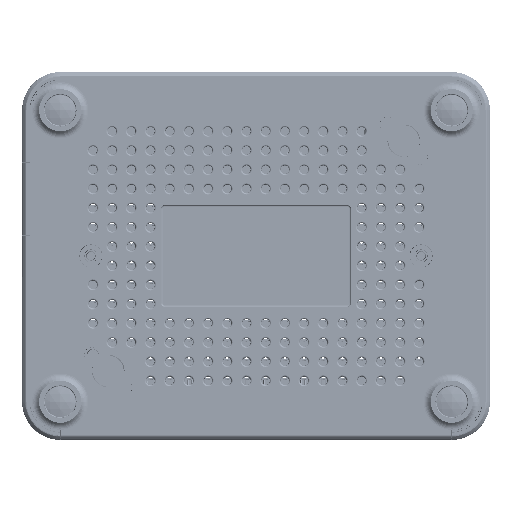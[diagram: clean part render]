
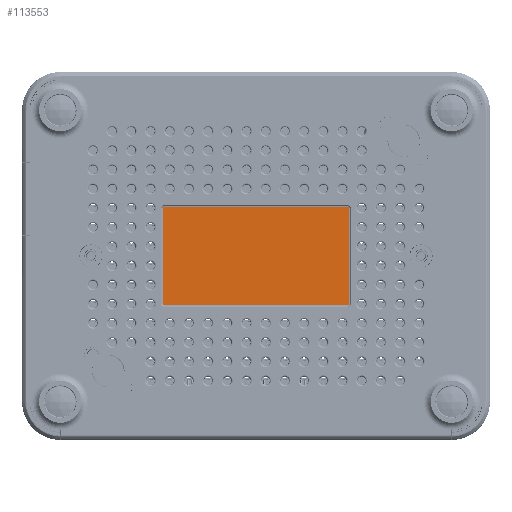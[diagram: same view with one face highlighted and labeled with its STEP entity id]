
A CAD part, front view. The second image highlights one B-rep face of the part: STEP entity #113553.
In plain terms, the highlighted planar face has unit normal (0, -1, 0).
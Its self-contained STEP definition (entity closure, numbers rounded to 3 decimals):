
#885 = DIRECTION ( 'NONE',  ( 0., 1., 0. ) ) ;
#2192 = PLANE ( 'NONE',  #26586 ) ;
#4248 = VECTOR ( 'NONE', #176098, 1000. ) ;
#4507 = VERTEX_POINT ( 'NONE', #60739 ) ;
#7011 = CIRCLE ( 'NONE', #134430, 0.6 ) ;
#8997 = ORIENTED_EDGE ( 'NONE', *, *, #141135, .T. ) ;
#10559 = AXIS2_PLACEMENT_3D ( 'NONE', #79093, #141946, #97131 ) ;
#11334 = VERTEX_POINT ( 'NONE', #161536 ) ;
#12626 = DIRECTION ( 'NONE',  ( 0., 0., 1. ) ) ;
#17947 = ORIENTED_EDGE ( 'NONE', *, *, #232690, .T. ) ;
#18450 = VERTEX_POINT ( 'NONE', #32381 ) ;
#25710 = EDGE_CURVE ( 'NONE', #137931, #242967, #211913, .T. ) ;
#26586 = AXIS2_PLACEMENT_3D ( 'NONE', #101199, #885, #198883 ) ;
#28309 = CARTESIAN_POINT ( 'NONE',  ( 24.35, 0.4, -12.25 ) ) ;
#28867 = CARTESIAN_POINT ( 'NONE',  ( -23.75, 0.4, -12.25 ) ) ;
#32381 = CARTESIAN_POINT ( 'NONE',  ( 23.75, 0.4, 12.85 ) ) ;
#37243 = CIRCLE ( 'NONE', #213831, 0.6 ) ;
#45385 = CARTESIAN_POINT ( 'NONE',  ( -23.75, 0.4, 12.85 ) ) ;
#47943 = ORIENTED_EDGE ( 'NONE', *, *, #179552, .T. ) ;
#60274 = AXIS2_PLACEMENT_3D ( 'NONE', #28867, #230634, #168933 ) ;
#60739 = CARTESIAN_POINT ( 'NONE',  ( -24.35, 0.4, 12.25 ) ) ;
#65897 = EDGE_CURVE ( 'NONE', #242967, #18450, #37243, .T. ) ;
#74148 = DIRECTION ( 'NONE',  ( 0., 0., -1. ) ) ;
#79093 = CARTESIAN_POINT ( 'NONE',  ( -23.75, 0.4, 12.25 ) ) ;
#81945 = FACE_OUTER_BOUND ( 'NONE', #124467, .T. ) ;
#84369 = CIRCLE ( 'NONE', #10559, 0.6 ) ;
#92250 = VERTEX_POINT ( 'NONE', #159197 ) ;
#97131 = DIRECTION ( 'NONE',  ( 0., 0., 1. ) ) ;
#98990 = CARTESIAN_POINT ( 'NONE',  ( 23.75, 0.4, -12.25 ) ) ;
#101199 = CARTESIAN_POINT ( 'NONE',  ( 0., 0.4, 0. ) ) ;
#107187 = CARTESIAN_POINT ( 'NONE',  ( 24.35, 0.4, 12.25 ) ) ;
#112291 = ORIENTED_EDGE ( 'NONE', *, *, #25710, .T. ) ;
#113553 = ADVANCED_FACE ( 'NONE', ( #81945 ), #2192, .F. ) ;
#114526 = DIRECTION ( 'NONE',  ( 0., -1., 0. ) ) ;
#121012 = VERTEX_POINT ( 'NONE', #252733 ) ;
#124467 = EDGE_LOOP ( 'NONE', ( #181536, #17947, #196510, #127100, #47943, #8997, #112291, #210660 ) ) ;
#127100 = ORIENTED_EDGE ( 'NONE', *, *, #159115, .T. ) ;
#134430 = AXIS2_PLACEMENT_3D ( 'NONE', #98990, #114526, #214721 ) ;
#137931 = VERTEX_POINT ( 'NONE', #28309 ) ;
#141135 = EDGE_CURVE ( 'NONE', #198119, #137931, #7011, .T. ) ;
#141946 = DIRECTION ( 'NONE',  ( 0., -1., 0. ) ) ;
#144291 = DIRECTION ( 'NONE',  ( -1., 0., 0. ) ) ;
#150512 = CIRCLE ( 'NONE', #60274, 0.6 ) ;
#151553 = VECTOR ( 'NONE', #74148, 1000. ) ;
#159115 = EDGE_CURVE ( 'NONE', #11334, #121012, #150512, .T. ) ;
#159197 = CARTESIAN_POINT ( 'NONE',  ( -23.75, 0.4, 12.85 ) ) ;
#161536 = CARTESIAN_POINT ( 'NONE',  ( -24.35, 0.4, -12.25 ) ) ;
#164436 = LINE ( 'NONE', #250203, #151553 ) ;
#168628 = DIRECTION ( 'NONE',  ( 0., 0., 1. ) ) ;
#168933 = DIRECTION ( 'NONE',  ( 0., 0., 1. ) ) ;
#170808 = VECTOR ( 'NONE', #144291, 1000. ) ;
#174849 = CARTESIAN_POINT ( 'NONE',  ( 23.75, 0.4, -12.85 ) ) ;
#176098 = DIRECTION ( 'NONE',  ( 1., 0., 0. ) ) ;
#179552 = EDGE_CURVE ( 'NONE', #121012, #198119, #215920, .T. ) ;
#181536 = ORIENTED_EDGE ( 'NONE', *, *, #205631, .T. ) ;
#196510 = ORIENTED_EDGE ( 'NONE', *, *, #197758, .T. ) ;
#197758 = EDGE_CURVE ( 'NONE', #4507, #11334, #164436, .T. ) ;
#198119 = VERTEX_POINT ( 'NONE', #208830 ) ;
#198883 = DIRECTION ( 'NONE',  ( 0., 0., 1. ) ) ;
#205631 = EDGE_CURVE ( 'NONE', #18450, #92250, #242050, .T. ) ;
#208830 = CARTESIAN_POINT ( 'NONE',  ( 23.75, 0.4, -12.85 ) ) ;
#210660 = ORIENTED_EDGE ( 'NONE', *, *, #65897, .T. ) ;
#211913 = LINE ( 'NONE', #228602, #226822 ) ;
#213831 = AXIS2_PLACEMENT_3D ( 'NONE', #247061, #245836, #168628 ) ;
#214721 = DIRECTION ( 'NONE',  ( 0., 0., 1. ) ) ;
#215920 = LINE ( 'NONE', #174849, #4248 ) ;
#226822 = VECTOR ( 'NONE', #12626, 1000. ) ;
#228602 = CARTESIAN_POINT ( 'NONE',  ( 24.35, 0.4, 12.25 ) ) ;
#230634 = DIRECTION ( 'NONE',  ( 0., -1., 0. ) ) ;
#232690 = EDGE_CURVE ( 'NONE', #92250, #4507, #84369, .T. ) ;
#242050 = LINE ( 'NONE', #45385, #170808 ) ;
#242967 = VERTEX_POINT ( 'NONE', #107187 ) ;
#245836 = DIRECTION ( 'NONE',  ( 0., -1., 0. ) ) ;
#247061 = CARTESIAN_POINT ( 'NONE',  ( 23.75, 0.4, 12.25 ) ) ;
#250203 = CARTESIAN_POINT ( 'NONE',  ( -24.35, 0.4, -12.25 ) ) ;
#252733 = CARTESIAN_POINT ( 'NONE',  ( -23.75, 0.4, -12.85 ) ) ;
